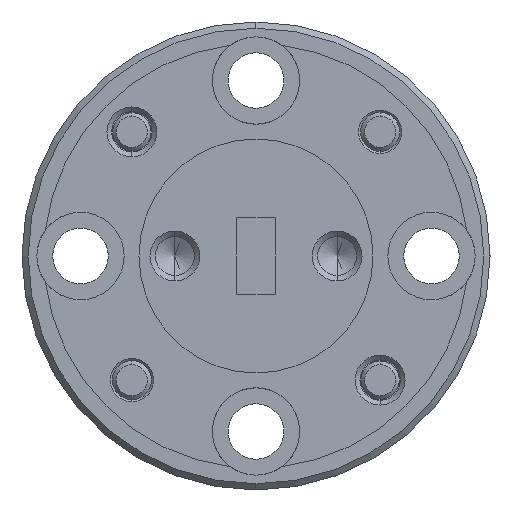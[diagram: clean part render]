
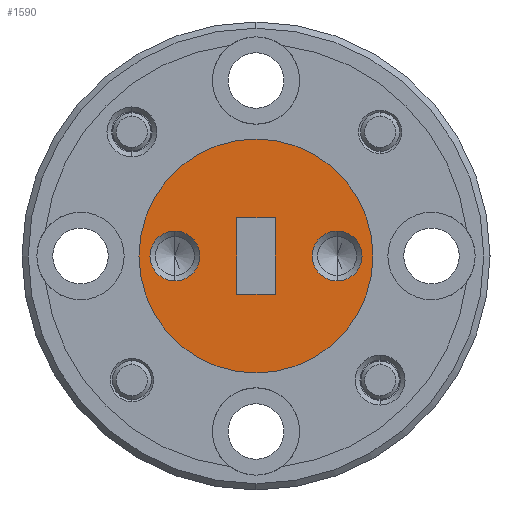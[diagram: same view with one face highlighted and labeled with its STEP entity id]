
A CAD part, left-side view. The second image highlights one B-rep face of the part: STEP entity #1590.
In plain terms, the highlighted planar face has unit normal (-1, 0, 0).
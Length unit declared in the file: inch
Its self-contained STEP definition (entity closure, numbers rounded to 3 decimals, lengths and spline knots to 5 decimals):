
#4 = VECTOR ( 'NONE', #2438, 39.37008 ) ;
#6 = DIRECTION ( 'NONE',  ( 0., 0., 1. ) ) ;
#126 = CARTESIAN_POINT ( 'NONE',  ( 0., 0., -0.1875 ) ) ;
#165 = CARTESIAN_POINT ( 'NONE',  ( 0., 0., 0. ) ) ;
#169 = EDGE_CURVE ( 'NONE', #2054, #1472, #3441, .T. ) ;
#233 = EDGE_LOOP ( 'NONE', ( #2092, #1246 ) ) ;
#275 = VERTEX_POINT ( 'NONE', #3032 ) ;
#389 = FACE_OUTER_BOUND ( 'NONE', #2937, .T. ) ;
#491 = CARTESIAN_POINT ( 'NONE',  ( 0., 0., 0.1875 ) ) ;
#538 = CARTESIAN_POINT ( 'NONE',  ( 0., 0.13, -0.04 ) ) ;
#586 = EDGE_CURVE ( 'NONE', #1569, #2054, #3636, .T. ) ;
#597 = EDGE_CURVE ( 'NONE', #2548, #4785, #2044, .T. ) ;
#600 = DIRECTION ( 'NONE',  ( -1., 0., 0. ) ) ;
#628 = CARTESIAN_POINT ( 'NONE',  ( 0., 0.0305, -0.061 ) ) ;
#787 = EDGE_CURVE ( 'NONE', #2173, #1569, #1981, .T. ) ;
#850 = ORIENTED_EDGE ( 'NONE', *, *, #4647, .T. ) ;
#870 = ORIENTED_EDGE ( 'NONE', *, *, #169, .F. ) ;
#915 = DIRECTION ( 'NONE',  ( 0., -1., 0. ) ) ;
#950 = DIRECTION ( 'NONE',  ( 1., 0., 0. ) ) ;
#989 = VERTEX_POINT ( 'NONE', #538 ) ;
#990 = CARTESIAN_POINT ( 'NONE',  ( 0., -0.0305, 0.061 ) ) ;
#1020 = CARTESIAN_POINT ( 'NONE',  ( 0., -0.13, 0. ) ) ;
#1061 = AXIS2_PLACEMENT_3D ( 'NONE', #2431, #1625, #6 ) ;
#1103 = DIRECTION ( 'NONE',  ( 0., 0., -1. ) ) ;
#1195 = DIRECTION ( 'NONE',  ( 0., 0., 1. ) ) ;
#1232 = VERTEX_POINT ( 'NONE', #1467 ) ;
#1246 = ORIENTED_EDGE ( 'NONE', *, *, #3249, .F. ) ;
#1271 = DIRECTION ( 'NONE',  ( 0., 1., 0. ) ) ;
#1438 = CIRCLE ( 'NONE', #2063, 0.1875 ) ;
#1467 = CARTESIAN_POINT ( 'NONE',  ( 0., -0.13, -0.04 ) ) ;
#1472 = VERTEX_POINT ( 'NONE', #990 ) ;
#1537 = CARTESIAN_POINT ( 'NONE',  ( 0., -0.0305, -0.061 ) ) ;
#1569 = VERTEX_POINT ( 'NONE', #628 ) ;
#1590 = ADVANCED_FACE ( 'NONE', ( #2086, #3754, #3804, #389 ), #2660, .F. ) ;
#1625 = DIRECTION ( 'NONE',  ( -1., 0., 0. ) ) ;
#1676 = DIRECTION ( 'NONE',  ( -1., 0., 0. ) ) ;
#1710 = CARTESIAN_POINT ( 'NONE',  ( 0., 0.0305, 0.061 ) ) ;
#1764 = DIRECTION ( 'NONE',  ( 0., 0., -1. ) ) ;
#1842 = EDGE_CURVE ( 'NONE', #4394, #1232, #3954, .T. ) ;
#1981 = LINE ( 'NONE', #3442, #2091 ) ;
#2044 = CIRCLE ( 'NONE', #3082, 0.1875 ) ;
#2054 = VERTEX_POINT ( 'NONE', #1537 ) ;
#2063 = AXIS2_PLACEMENT_3D ( 'NONE', #4554, #3552, #1195 ) ;
#2086 = FACE_BOUND ( 'NONE', #233, .T. ) ;
#2091 = VECTOR ( 'NONE', #1103, 39.37008 ) ;
#2092 = ORIENTED_EDGE ( 'NONE', *, *, #3518, .F. ) ;
#2101 = DIRECTION ( 'NONE',  ( 0., 0., 1. ) ) ;
#2104 = VECTOR ( 'NONE', #915, 39.37008 ) ;
#2173 = VERTEX_POINT ( 'NONE', #1710 ) ;
#2202 = EDGE_LOOP ( 'NONE', ( #870, #3615, #3971, #2467 ) ) ;
#2431 = CARTESIAN_POINT ( 'NONE',  ( 0., 0.13, 0. ) ) ;
#2438 = DIRECTION ( 'NONE',  ( 0., 0., 1. ) ) ;
#2441 = DIRECTION ( 'NONE',  ( -1., 0., 0. ) ) ;
#2467 = ORIENTED_EDGE ( 'NONE', *, *, #3237, .F. ) ;
#2488 = CARTESIAN_POINT ( 'NONE',  ( 0., 0., 0. ) ) ;
#2529 = CARTESIAN_POINT ( 'NONE',  ( 0., -0.0305, 0.061 ) ) ;
#2548 = VERTEX_POINT ( 'NONE', #126 ) ;
#2570 = AXIS2_PLACEMENT_3D ( 'NONE', #165, #950, #1764 ) ;
#2660 = PLANE ( 'NONE',  #2570 ) ;
#2669 = DIRECTION ( 'NONE',  ( -1., 0., 0. ) ) ;
#2829 = EDGE_LOOP ( 'NONE', ( #2950, #3932 ) ) ;
#2886 = CARTESIAN_POINT ( 'NONE',  ( 0., -0.0305, -0.061 ) ) ;
#2937 = EDGE_LOOP ( 'NONE', ( #850, #4105 ) ) ;
#2950 = ORIENTED_EDGE ( 'NONE', *, *, #1842, .F. ) ;
#3032 = CARTESIAN_POINT ( 'NONE',  ( 0., 0.13, 0.04 ) ) ;
#3082 = AXIS2_PLACEMENT_3D ( 'NONE', #2488, #600, #3728 ) ;
#3153 = CIRCLE ( 'NONE', #3775, 0.04 ) ;
#3178 = DIRECTION ( 'NONE',  ( 0., 0., 1. ) ) ;
#3224 = AXIS2_PLACEMENT_3D ( 'NONE', #4786, #2669, #3178 ) ;
#3237 = EDGE_CURVE ( 'NONE', #1472, #2173, #4937, .T. ) ;
#3249 = EDGE_CURVE ( 'NONE', #989, #275, #3153, .T. ) ;
#3331 = CARTESIAN_POINT ( 'NONE',  ( 0., 0.13, 0. ) ) ;
#3441 = LINE ( 'NONE', #4513, #4 ) ;
#3442 = CARTESIAN_POINT ( 'NONE',  ( 0., 0.0305, 0.061 ) ) ;
#3518 = EDGE_CURVE ( 'NONE', #275, #989, #4195, .T. ) ;
#3552 = DIRECTION ( 'NONE',  ( -1., 0., 0. ) ) ;
#3612 = DIRECTION ( 'NONE',  ( 0., 0., 1. ) ) ;
#3615 = ORIENTED_EDGE ( 'NONE', *, *, #586, .F. ) ;
#3636 = LINE ( 'NONE', #2886, #2104 ) ;
#3728 = DIRECTION ( 'NONE',  ( 0., 0., 1. ) ) ;
#3754 = FACE_BOUND ( 'NONE', #2829, .T. ) ;
#3775 = AXIS2_PLACEMENT_3D ( 'NONE', #3331, #1676, #3612 ) ;
#3804 = FACE_BOUND ( 'NONE', #2202, .T. ) ;
#3932 = ORIENTED_EDGE ( 'NONE', *, *, #4473, .F. ) ;
#3954 = CIRCLE ( 'NONE', #3224, 0.04 ) ;
#3971 = ORIENTED_EDGE ( 'NONE', *, *, #787, .F. ) ;
#4058 = AXIS2_PLACEMENT_3D ( 'NONE', #1020, #2441, #2101 ) ;
#4105 = ORIENTED_EDGE ( 'NONE', *, *, #597, .T. ) ;
#4195 = CIRCLE ( 'NONE', #1061, 0.04 ) ;
#4334 = CARTESIAN_POINT ( 'NONE',  ( 0., -0.13, 0.04 ) ) ;
#4394 = VERTEX_POINT ( 'NONE', #4334 ) ;
#4473 = EDGE_CURVE ( 'NONE', #1232, #4394, #4494, .T. ) ;
#4494 = CIRCLE ( 'NONE', #4058, 0.04 ) ;
#4513 = CARTESIAN_POINT ( 'NONE',  ( 0., -0.0305, 0.061 ) ) ;
#4554 = CARTESIAN_POINT ( 'NONE',  ( 0., 0., 0. ) ) ;
#4647 = EDGE_CURVE ( 'NONE', #4785, #2548, #1438, .T. ) ;
#4785 = VERTEX_POINT ( 'NONE', #491 ) ;
#4786 = CARTESIAN_POINT ( 'NONE',  ( 0., -0.13, 0. ) ) ;
#4937 = LINE ( 'NONE', #2529, #5063 ) ;
#5063 = VECTOR ( 'NONE', #1271, 39.37008 ) ;
